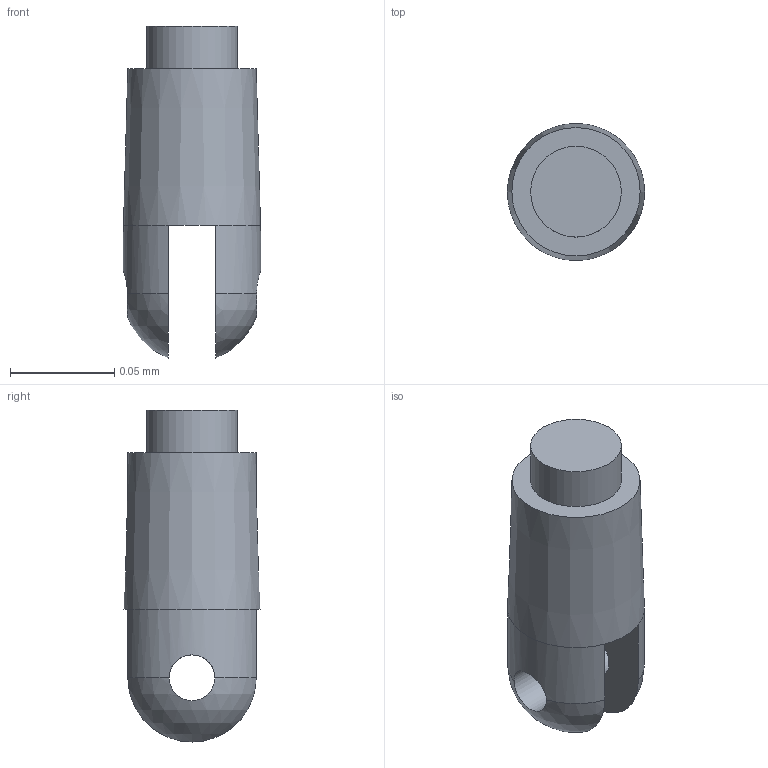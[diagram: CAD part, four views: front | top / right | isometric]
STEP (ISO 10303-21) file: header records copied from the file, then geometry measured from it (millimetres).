
FILE_DESCRIPTION(('Open CASCADE Model'),'2;1');
FILE_NAME('Open CASCADE Shape Model','2025-08-06T02:52:19',('Author'),( 'Open CASCADE'),'Open CASCADE STEP processor 7.7','Open CASCADE 7.7' ,'Unknown');
FILE_SCHEMA(('AUTOMOTIVE_DESIGN { 1 0 10303 214 1 1 1 1 }'));
Length unit declared in the file: millimetre
Products named in the file (1): Open CASCADE STEP translator 7.7 83
Bounding box: 0.07 x 0.07 x 0.16 mm (x, y, z)
Volume: 0 mm3; surface area: 0 mm2
Topology: 1 solids, 1 shells, 13 faces, 32 edges, 20 vertices
Faces by surface type: cylinder 5, plane 5, sphere 2, cone 1
Full cylindrical faces by diameter (mm): 0.022 x2, 0.044 x1
Entity records: 1208 total; most frequent: CARTESIAN_POINT 543, DIRECTION 128, ORIENTED_EDGE 64, PCURVE 64, DEFINITIONAL_REPRESENTATION 64, LINE 52, VECTOR 52, AXIS2_PLACEMENT_3D 34
